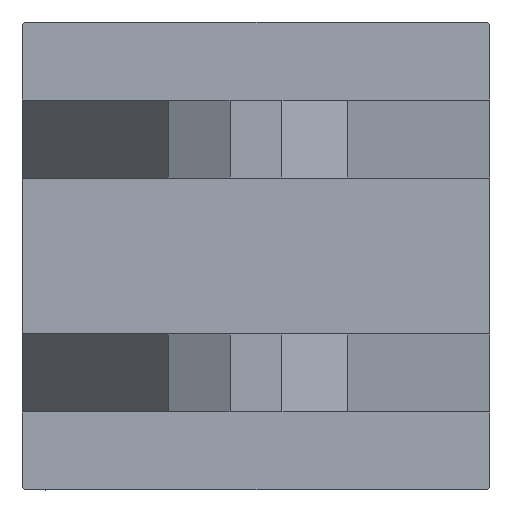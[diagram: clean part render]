
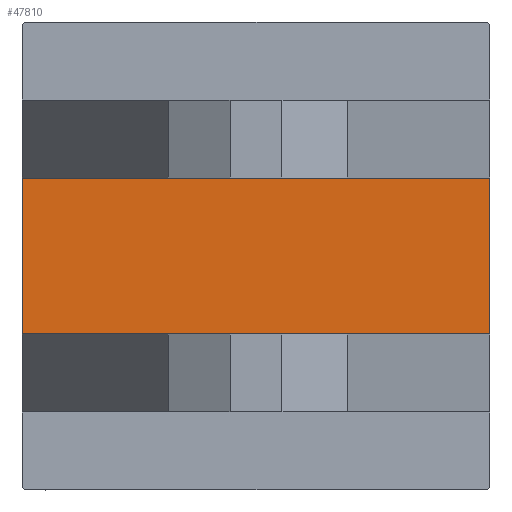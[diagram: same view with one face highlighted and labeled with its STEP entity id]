
A CAD part, left-side view. The second image highlights one B-rep face of the part: STEP entity #47810.
In plain terms, the highlighted planar face has unit normal (-1, 0, 0).
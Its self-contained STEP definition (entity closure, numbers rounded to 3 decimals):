
#1573 = DIRECTION ( 'NONE',  ( 0., 0., -1. ) ) ;
#4412 = VECTOR ( 'NONE', #39271, 1000. ) ;
#4850 = EDGE_CURVE ( 'NONE', #46038, #22585, #10658, .T. ) ;
#5205 = DIRECTION ( 'NONE',  ( 0., -1., 0. ) ) ;
#7198 = EDGE_CURVE ( 'NONE', #22585, #36538, #13578, .T. ) ;
#7239 = PLANE ( 'NONE',  #8740 ) ;
#8693 = CARTESIAN_POINT ( 'NONE',  ( 0., -15., 45. ) ) ;
#8740 = AXIS2_PLACEMENT_3D ( 'NONE', #18899, #34401, #30841 ) ;
#9415 = ORIENTED_EDGE ( 'NONE', *, *, #7198, .T. ) ;
#9725 = EDGE_CURVE ( 'NONE', #31804, #36538, #28984, .T. ) ;
#10658 = LINE ( 'NONE', #29723, #4412 ) ;
#13578 = LINE ( 'NONE', #36679, #31508 ) ;
#14433 = EDGE_LOOP ( 'NONE', ( #9415, #32558, #18304, #19091 ) ) ;
#18304 = ORIENTED_EDGE ( 'NONE', *, *, #19127, .F. ) ;
#18613 = VECTOR ( 'NONE', #1573, 1000. ) ;
#18899 = CARTESIAN_POINT ( 'NONE',  ( 0., 0., 0. ) ) ;
#19091 = ORIENTED_EDGE ( 'NONE', *, *, #4850, .T. ) ;
#19127 = EDGE_CURVE ( 'NONE', #46038, #31804, #36678, .T. ) ;
#21447 = CARTESIAN_POINT ( 'NONE',  ( 0., 45., 45. ) ) ;
#22457 = FACE_OUTER_BOUND ( 'NONE', #14433, .T. ) ;
#22585 = VERTEX_POINT ( 'NONE', #27626 ) ;
#25258 = DIRECTION ( 'NONE',  ( 0., -1., 0. ) ) ;
#27626 = CARTESIAN_POINT ( 'NONE',  ( 0., 15., -45. ) ) ;
#28984 = LINE ( 'NONE', #36362, #18613 ) ;
#29723 = CARTESIAN_POINT ( 'NONE',  ( 0., 15., 45. ) ) ;
#30841 = DIRECTION ( 'NONE',  ( 0., 0., 1. ) ) ;
#31258 = CARTESIAN_POINT ( 'NONE',  ( 0., 15., 45. ) ) ;
#31508 = VECTOR ( 'NONE', #25258, 1000. ) ;
#31804 = VERTEX_POINT ( 'NONE', #8693 ) ;
#32558 = ORIENTED_EDGE ( 'NONE', *, *, #9725, .F. ) ;
#34401 = DIRECTION ( 'NONE',  ( -1., 0., 0. ) ) ;
#35971 = CARTESIAN_POINT ( 'NONE',  ( 0., -15., -45. ) ) ;
#36362 = CARTESIAN_POINT ( 'NONE',  ( 0., -15., 45. ) ) ;
#36538 = VERTEX_POINT ( 'NONE', #35971 ) ;
#36678 = LINE ( 'NONE', #21447, #49781 ) ;
#36679 = CARTESIAN_POINT ( 'NONE',  ( 0., 45., -45. ) ) ;
#39271 = DIRECTION ( 'NONE',  ( 0., 0., -1. ) ) ;
#46038 = VERTEX_POINT ( 'NONE', #31258 ) ;
#47810 = ADVANCED_FACE ( 'NONE', ( #22457 ), #7239, .T. ) ;
#49781 = VECTOR ( 'NONE', #5205, 1000. ) ;
